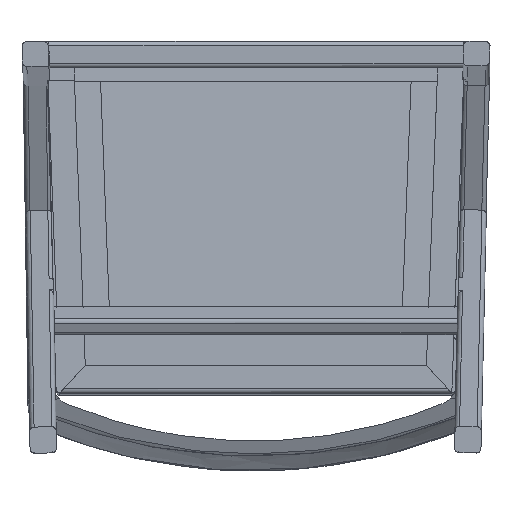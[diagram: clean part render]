
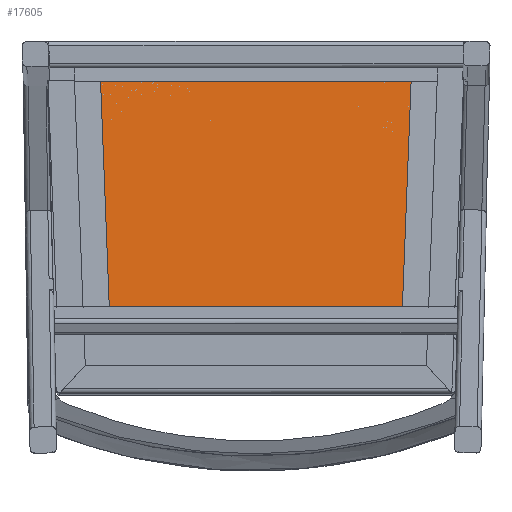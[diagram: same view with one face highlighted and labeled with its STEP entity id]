
A CAD part, front view. The second image highlights one B-rep face of the part: STEP entity #17605.
In plain terms, the highlighted planar face has unit normal (0, -0.997, 0.071).
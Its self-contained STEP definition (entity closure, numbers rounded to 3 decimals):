
#400 = DIRECTION ( 'NONE',  ( -1., 0., 0. ) ) ;
#2671 = VERTEX_POINT ( 'NONE', #10319 ) ;
#2986 = DIRECTION ( 'NONE',  ( 0., 0.071, 0.997 ) ) ;
#3087 = VECTOR ( 'NONE', #4576, 1000. ) ;
#3204 = LINE ( 'NONE', #16628, #11429 ) ;
#3238 = EDGE_LOOP ( 'NONE', ( #12722, #4033, #11558, #12785, #4575, #16915 ) ) ;
#4033 = ORIENTED_EDGE ( 'NONE', *, *, #19012, .T. ) ;
#4483 = VERTEX_POINT ( 'NONE', #4836 ) ;
#4575 = ORIENTED_EDGE ( 'NONE', *, *, #13702, .F. ) ;
#4576 = DIRECTION ( 'NONE',  ( 0.038, 0.071, 0.997 ) ) ;
#4697 = LINE ( 'NONE', #10565, #15979 ) ;
#4836 = CARTESIAN_POINT ( 'NONE',  ( -334.98, 168.692, -44.019 ) ) ;
#5248 = CARTESIAN_POINT ( 'NONE',  ( -129.764, 169.74, -29.39 ) ) ;
#6217 = CARTESIAN_POINT ( 'NONE',  ( 69.227, 157.178, -204.692 ) ) ;
#6469 = EDGE_CURVE ( 'NONE', #4483, #7796, #4697, .T. ) ;
#7275 = VECTOR ( 'NONE', #12281, 1000. ) ;
#7486 = VERTEX_POINT ( 'NONE', #16166 ) ;
#7725 = VECTOR ( 'NONE', #13497, 1000. ) ;
#7796 = VERTEX_POINT ( 'NONE', #11212 ) ;
#7819 = FACE_OUTER_BOUND ( 'NONE', #3238, .T. ) ;
#8351 = CARTESIAN_POINT ( 'NONE',  ( -328.781, 157.176, -204.725 ) ) ;
#8674 = CARTESIAN_POINT ( 'NONE',  ( 75.398, 169.74, -29.39 ) ) ;
#9234 = EDGE_CURVE ( 'NONE', #7796, #16846, #18469, .T. ) ;
#9485 = DIRECTION ( 'NONE',  ( -0.038, 0.071, 0.997 ) ) ;
#10319 = CARTESIAN_POINT ( 'NONE',  ( 75.398, 168.692, -44.019 ) ) ;
#10565 = CARTESIAN_POINT ( 'NONE',  ( -334.98, 157.723, -197.088 ) ) ;
#10871 = EDGE_CURVE ( 'NONE', #14597, #7486, #3204, .T. ) ;
#10895 = EDGE_CURVE ( 'NONE', #14597, #2671, #13366, .T. ) ;
#11212 = CARTESIAN_POINT ( 'NONE',  ( -334.98, 169.74, -29.39 ) ) ;
#11429 = VECTOR ( 'NONE', #400, 1000. ) ;
#11558 = ORIENTED_EDGE ( 'NONE', *, *, #9234, .F. ) ;
#11836 = CARTESIAN_POINT ( 'NONE',  ( 63.027, 145.608, -366.137 ) ) ;
#11950 = VECTOR ( 'NONE', #9485, 1000. ) ;
#12140 = LINE ( 'NONE', #18030, #7725 ) ;
#12262 = PLANE ( 'NONE',  #13885 ) ;
#12281 = DIRECTION ( 'NONE',  ( 1., 0., 0. ) ) ;
#12722 = ORIENTED_EDGE ( 'NONE', *, *, #10895, .T. ) ;
#12785 = ORIENTED_EDGE ( 'NONE', *, *, #6469, .F. ) ;
#13366 = LINE ( 'NONE', #6217, #3087 ) ;
#13497 = DIRECTION ( 'NONE',  ( 0., 0.071, 0.997 ) ) ;
#13702 = EDGE_CURVE ( 'NONE', #7486, #4483, #14053, .T. ) ;
#13720 = DIRECTION ( 'NONE',  ( 0., 0.997, -0.071 ) ) ;
#13885 = AXIS2_PLACEMENT_3D ( 'NONE', #16223, #13720, #2986 ) ;
#14053 = LINE ( 'NONE', #8351, #11950 ) ;
#14597 = VERTEX_POINT ( 'NONE', #11836 ) ;
#15979 = VECTOR ( 'NONE', #16459, 1000. ) ;
#16166 = CARTESIAN_POINT ( 'NONE',  ( -322.556, 145.608, -366.137 ) ) ;
#16223 = CARTESIAN_POINT ( 'NONE',  ( -129.764, 157.723, -197.088 ) ) ;
#16459 = DIRECTION ( 'NONE',  ( 0., 0.071, 0.997 ) ) ;
#16628 = CARTESIAN_POINT ( 'NONE',  ( -129.764, 145.608, -366.137 ) ) ;
#16846 = VERTEX_POINT ( 'NONE', #8674 ) ;
#16915 = ORIENTED_EDGE ( 'NONE', *, *, #10871, .F. ) ;
#17605 = ADVANCED_FACE ( 'NONE', ( #7819 ), #12262, .F. ) ;
#18030 = CARTESIAN_POINT ( 'NONE',  ( 75.398, 157.723, -197.088 ) ) ;
#18469 = LINE ( 'NONE', #5248, #7275 ) ;
#19012 = EDGE_CURVE ( 'NONE', #2671, #16846, #12140, .T. ) ;
